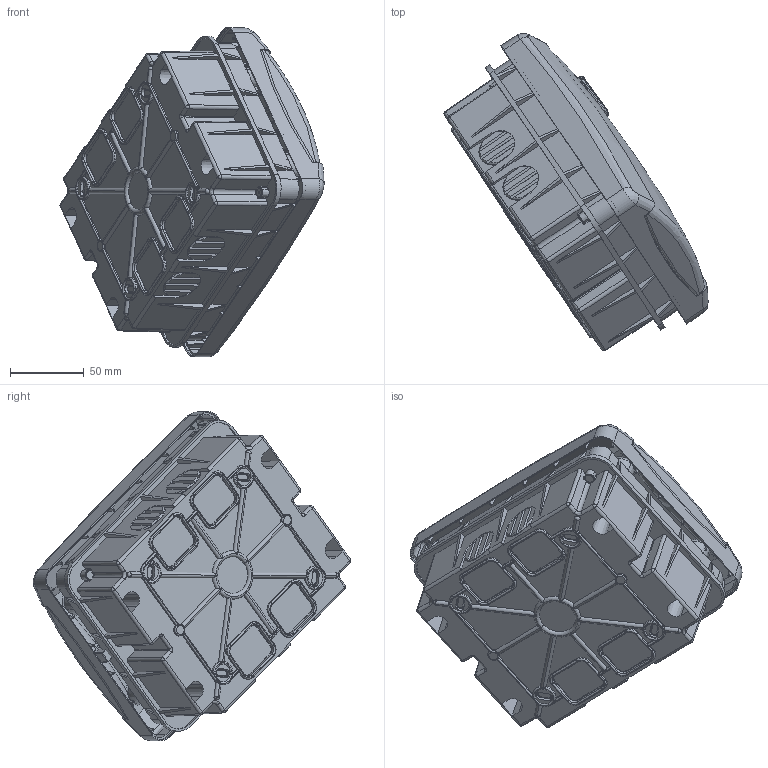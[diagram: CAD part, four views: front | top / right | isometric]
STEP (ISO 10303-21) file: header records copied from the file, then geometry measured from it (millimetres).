
FILE_DESCRIPTION (( 'STEP AP214' ), '1' );
FILE_NAME ('Áîêñ 6Â.STEP', '2023-09-12T07:31:11', ( '' ), ( '' ), 'SwSTEP 2.0', 'SolidWorks 2022', '' );
FILE_SCHEMA (( 'AUTOMOTIVE_DESIGN' ));
Length unit declared in the file: millimetre
Products named in the file (18): TKFR.685523.003 Шина нулевая KSN-1-3-6x9-04 БИ; Микрик_Закрыт; 1Дверца в сборе 40-06_Непрозрачная черная; Крышка Г-обр. держателя 6 мод.; Крышка CP 40-6_Крышка CP 40-06; Перо PUSH_Непрозрачное; Саморез 3х16; Дверца 6cp_Непрозрачная черная; Саморез 3,9-10 тупой; Бокс 6В; DIN-рейка оцинкованная_002; Винт М4х8; Holder busbar 6 (130217)_уклоны; Винт CP40_без рисок; Корпус 6В (комп 4 стойки)_Уклоны; Крышка 6 IP41c_Уклоны; DIN-рейка оцинкованная DNR-1-0,8-132-6 БИ; Шина нулевая KSN-1-3-6x9-04 без винтов
Assembly tree (26 placements, depth 3):
  Бокс 6В
    Крышка CP 40-6_Крышка CP 40-06
      Крышка 6 IP41c_Уклоны
      Микрик_Закрыт
    1Дверца в сборе 40-06_Непрозрачная черная
      Дверца 6cp_Непрозрачная черная
      Перо PUSH_Непрозрачное
    Винт CP40_без рисок  x4
    Саморез 3,9-10 тупой  x2
    Holder busbar 6 (130217)_уклоны
    Крышка Г-обр. держателя 6 мод.
    Саморез 3х16  x2
    TKFR.685523.003 Шина нулевая KSN-1-3-6x9-04 БИ  x2
      Шина нулевая KSN-1-3-6x9-04 без винтов
      Винт М4х8
    Корпус 6В (комп 4 стойки)_Уклоны
    DIN-рейка оцинкованная DNR-1-0,8-132-6 БИ
      DIN-рейка оцинкованная_002
Bounding box: 179.59 x 216.01 x 223.89 mm (x, y, z)
Volume: 318696.1 mm3; surface area: 352430.3 mm2
Topology: 26 solids, 26 shells, 6169 faces, 16708 edges, 10719 vertices
Faces by surface type: plane 3384, cylinder 952, bspline 920, cone 605, torus 256, sphere 52
Entity records: 220193 total; most frequent: CARTESIAN_POINT 88871, ORIENTED_EDGE 29968, DIRECTION 22498, EDGE_CURVE 14984, VERTEX_POINT 9642, VECTOR 9090, LINE 9090, AXIS2_PLACEMENT_3D 6704
